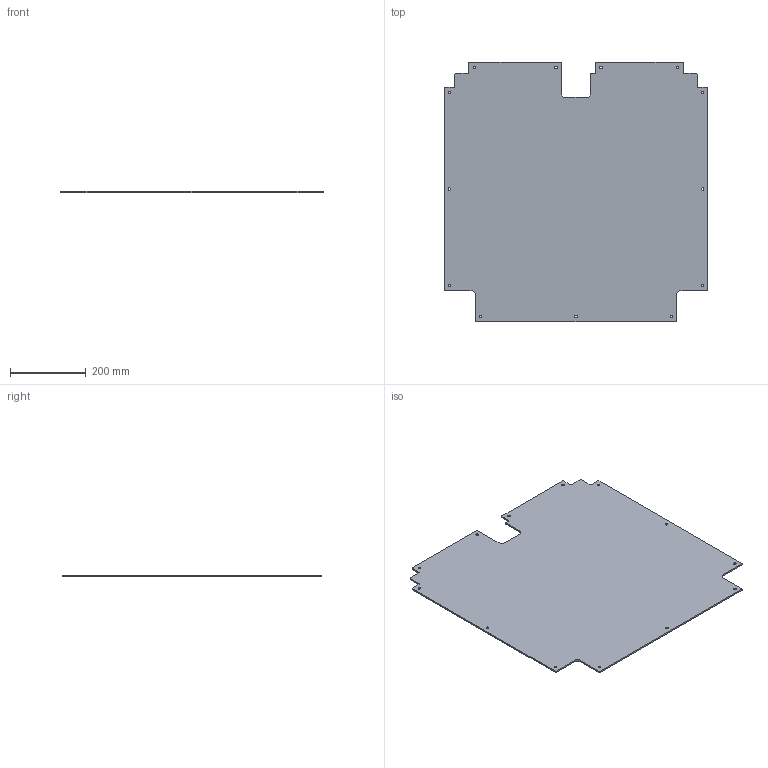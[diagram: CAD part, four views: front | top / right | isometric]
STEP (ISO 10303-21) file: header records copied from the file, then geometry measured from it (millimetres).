
FILE_DESCRIPTION(/* description */ (''),/* implementation_level */ '2;1');
FILE_NAME(/* name */ 'panel_enc2_base_500.step',/* time_stamp */ '2022-09-20T16:38:54+01:00',/* author */ (''),/* organization */ (''),/* preprocessor_version */ 'ST-DEVELOPER v19',/* originating_system */ 'Autodesk Translation Framework v11.7.0.108',/* authorisation */ '');
FILE_SCHEMA (('AUTOMOTIVE_DESIGN { 1 0 10303 214 3 1 1 }'));
Length unit declared in the file: millimetre
Products named in the file (1): panel_enc2_base_500
Bounding box: 698 x 686 x 4 mm (x, y, z)
Volume: 1805745.5 mm3; surface area: 915634.8 mm2
Topology: 1 solids, 1 shells, 59 faces, 171 edges, 114 vertices
Faces by surface type: cylinder 31, plane 28
Full cylindrical faces by diameter (mm): 6.6 x13
Entity records: 2059 total; most frequent: DIRECTION 353, CARTESIAN_POINT 345, ORIENTED_EDGE 342, EDGE_CURVE 171, AXIS2_PLACEMENT_3D 122, VERTEX_POINT 114, LINE 109, VECTOR 109
